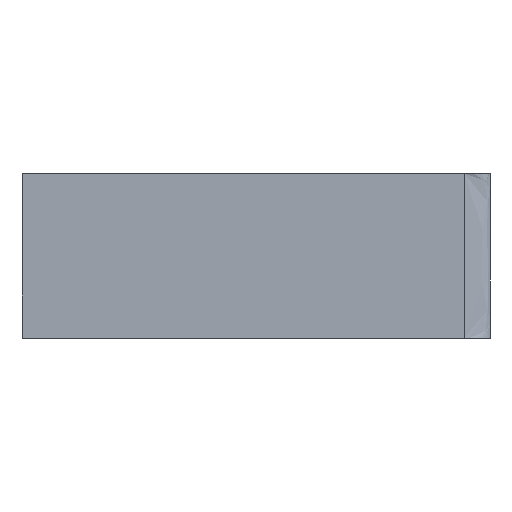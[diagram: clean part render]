
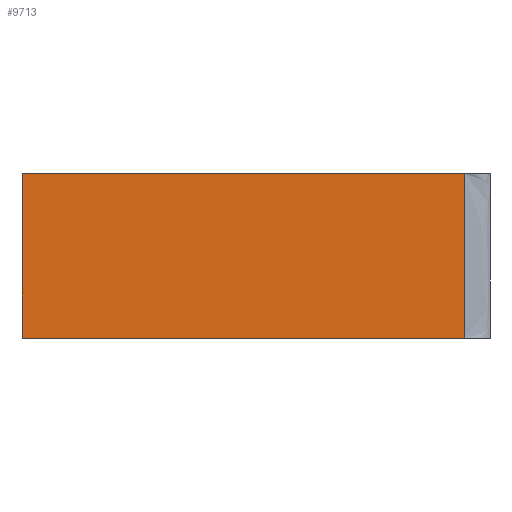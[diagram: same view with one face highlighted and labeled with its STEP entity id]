
A CAD part, top view. The second image highlights one B-rep face of the part: STEP entity #9713.
In plain terms, the highlighted planar face has unit normal (0, 0, 1).
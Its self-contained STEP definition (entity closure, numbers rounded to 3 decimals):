
#427 = VERTEX_POINT ( 'NONE', #2181 ) ;
#536 = DIRECTION ( 'NONE',  ( 0., 0., -1. ) ) ;
#660 = LINE ( 'NONE', #13991, #2813 ) ;
#1177 = DIRECTION ( 'NONE',  ( 0., -1., 0. ) ) ;
#1244 = LINE ( 'NONE', #3370, #1670 ) ;
#1670 = VECTOR ( 'NONE', #1177, 1000. ) ;
#1849 = VERTEX_POINT ( 'NONE', #11630 ) ;
#2181 = CARTESIAN_POINT ( 'NONE',  ( 12., -4.75, 10.5 ) ) ;
#2259 = VECTOR ( 'NONE', #8569, 1000. ) ;
#2565 = CARTESIAN_POINT ( 'NONE',  ( 0., 0., 10.5 ) ) ;
#2813 = VECTOR ( 'NONE', #4173, 1000. ) ;
#2904 = EDGE_CURVE ( 'NONE', #13106, #1849, #6250, .T. ) ;
#3088 = EDGE_CURVE ( 'NONE', #6355, #427, #660, .T. ) ;
#3370 = CARTESIAN_POINT ( 'NONE',  ( 12., -4.75, 10.5 ) ) ;
#4173 = DIRECTION ( 'NONE',  ( 1., 0., 0. ) ) ;
#4265 = CARTESIAN_POINT ( 'NONE',  ( -13.5, -4.75, 10.5 ) ) ;
#4787 = ORIENTED_EDGE ( 'NONE', *, *, #2904, .T. ) ;
#4953 = EDGE_CURVE ( 'NONE', #13106, #427, #1244, .T. ) ;
#5970 = EDGE_CURVE ( 'NONE', #1849, #6355, #10712, .T. ) ;
#6250 = LINE ( 'NONE', #14172, #12450 ) ;
#6355 = VERTEX_POINT ( 'NONE', #4265 ) ;
#7455 = ORIENTED_EDGE ( 'NONE', *, *, #4953, .F. ) ;
#7593 = ORIENTED_EDGE ( 'NONE', *, *, #5970, .T. ) ;
#8148 = FACE_OUTER_BOUND ( 'NONE', #11244, .T. ) ;
#8569 = DIRECTION ( 'NONE',  ( 0., -1., 0. ) ) ;
#9713 = ADVANCED_FACE ( 'NONE', ( #8148 ), #12711, .F. ) ;
#9788 = CARTESIAN_POINT ( 'NONE',  ( 12., 4.75, 10.5 ) ) ;
#9908 = AXIS2_PLACEMENT_3D ( 'NONE', #2565, #536, #14003 ) ;
#10712 = LINE ( 'NONE', #13056, #2259 ) ;
#11244 = EDGE_LOOP ( 'NONE', ( #7455, #4787, #7593, #14125 ) ) ;
#11630 = CARTESIAN_POINT ( 'NONE',  ( -13.5, 4.75, 10.5 ) ) ;
#12450 = VECTOR ( 'NONE', #14326, 1000. ) ;
#12711 = PLANE ( 'NONE',  #9908 ) ;
#13056 = CARTESIAN_POINT ( 'NONE',  ( -13.5, -4.75, 10.5 ) ) ;
#13106 = VERTEX_POINT ( 'NONE', #9788 ) ;
#13991 = CARTESIAN_POINT ( 'NONE',  ( -13.5, -4.75, 10.5 ) ) ;
#14003 = DIRECTION ( 'NONE',  ( -1., 0., 0. ) ) ;
#14125 = ORIENTED_EDGE ( 'NONE', *, *, #3088, .T. ) ;
#14172 = CARTESIAN_POINT ( 'NONE',  ( -13.5, 4.75, 10.5 ) ) ;
#14326 = DIRECTION ( 'NONE',  ( -1., 0., 0. ) ) ;
